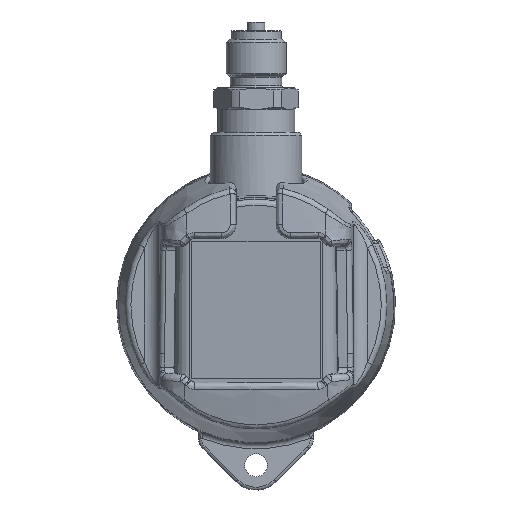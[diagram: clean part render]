
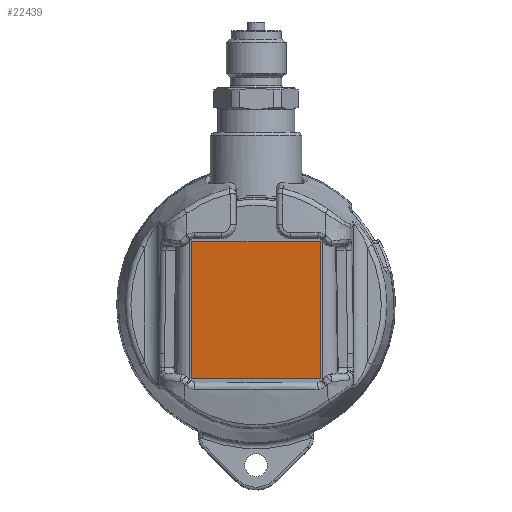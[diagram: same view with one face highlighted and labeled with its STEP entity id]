
A CAD part, front view. The second image highlights one B-rep face of the part: STEP entity #22439.
In plain terms, the highlighted planar face has unit normal (0, -0.996, -0.087).
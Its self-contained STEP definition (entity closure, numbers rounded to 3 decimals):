
#17783=DIRECTION('',(0.,-0.087,0.996));
#17784=VECTOR('',#17783,48.);
#17785=CARTESIAN_POINT('',(22.5,5.956,-25.794));
#17786=LINE('',#17785,#17784);
#17787=DIRECTION('',(1.,0.,0.));
#17788=VECTOR('',#17787,45.);
#17789=CARTESIAN_POINT('',(-22.5,5.956,-25.794));
#17790=LINE('',#17789,#17788);
#17791=DIRECTION('',(0.,0.087,-0.996));
#17792=VECTOR('',#17791,48.);
#17793=CARTESIAN_POINT('',(-22.5,1.773,22.023));
#17794=LINE('',#17793,#17792);
#17795=DIRECTION('',(-1.,0.,0.));
#17796=VECTOR('',#17795,45.);
#17797=CARTESIAN_POINT('',(22.5,1.773,22.023));
#17798=LINE('',#17797,#17796);
#19758=CARTESIAN_POINT('',(-22.5,5.956,-25.794));
#19759=CARTESIAN_POINT('',(22.5,5.956,-25.794));
#19760=VERTEX_POINT('',#19758);
#19761=VERTEX_POINT('',#19759);
#19883=CARTESIAN_POINT('',(22.5,1.773,22.023));
#19884=VERTEX_POINT('',#19883);
#19885=CARTESIAN_POINT('',(-22.5,1.773,22.023));
#19886=VERTEX_POINT('',#19885);
#22428=CARTESIAN_POINT('',(-34.628,3.671,
0.321));
#22429=DIRECTION('',(0.,-0.996,-0.087));
#22430=DIRECTION('',(-1.,0.,0.));
#22431=AXIS2_PLACEMENT_3D('',#22428,#22429,#22430);
#22432=PLANE('',#22431);
#22433=ORIENTED_EDGE('',*,*,#22380,.F.);
#22434=ORIENTED_EDGE('',*,*,#22395,.F.);
#22435=ORIENTED_EDGE('',*,*,#22409,.F.);
#22436=ORIENTED_EDGE('',*,*,#22422,.F.);
#22437=EDGE_LOOP('',(#22433,#22434,#22435,#22436));
#22438=FACE_OUTER_BOUND('',#22437,.F.);
#22380=EDGE_CURVE('',#19761,#19884,#17786,.T.);
#22395=EDGE_CURVE('',#19760,#19761,#17790,.T.);
#22409=EDGE_CURVE('',#19886,#19760,#17794,.T.);
#22422=EDGE_CURVE('',#19884,#19886,#17798,.T.);
#22439=ADVANCED_FACE('',(#22438),#22432,.T.);
